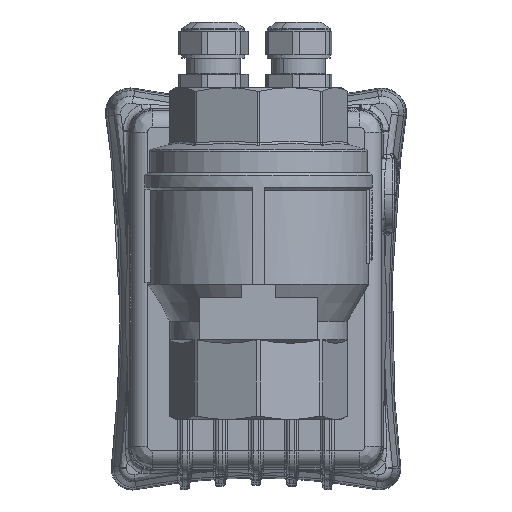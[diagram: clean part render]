
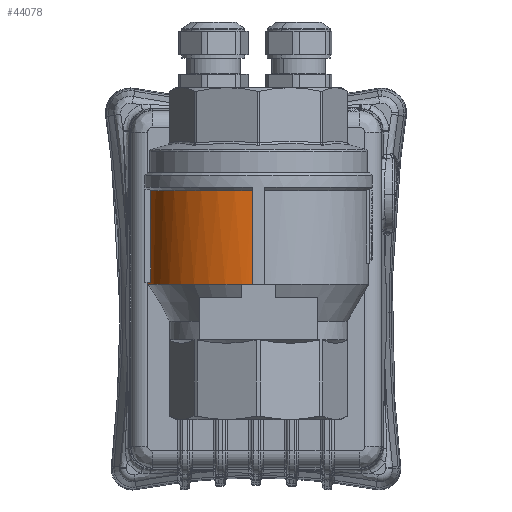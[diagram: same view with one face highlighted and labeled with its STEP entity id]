
A CAD part, front view. The second image highlights one B-rep face of the part: STEP entity #44078.
In plain terms, the highlighted cylindrical face has radius 46.5 mm (diameter 93 mm), a partial arc.
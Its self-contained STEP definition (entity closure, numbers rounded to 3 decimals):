
#141 = CARTESIAN_POINT ( 'NONE',  ( -22.5, 1.567, -111.589 ) ) ;
#2480 = VECTOR ( 'NONE', #113746, 1000. ) ;
#3787 = DIRECTION ( 'NONE',  ( 0., 0., -1. ) ) ;
#5135 = FACE_OUTER_BOUND ( 'NONE', #36174, .T. ) ;
#12738 = EDGE_CURVE ( 'NONE', #69867, #83502, #47927, .T. ) ;
#13229 = CARTESIAN_POINT ( 'NONE',  ( 20.519, 38.5, -112.501 ) ) ;
#15201 = CARTESIAN_POINT ( 'NONE',  ( 21.5, 48., -112.501 ) ) ;
#17798 = CYLINDRICAL_SURFACE ( 'NONE', #24265, 46.5 ) ;
#18602 = CIRCLE ( 'NONE', #110802, 46.5 ) ;
#19132 = LINE ( 'NONE', #54115, #27586 ) ;
#20238 = AXIS2_PLACEMENT_3D ( 'NONE', #84671, #48239, #102407 ) ;
#24011 = VECTOR ( 'NONE', #92810, 1000. ) ;
#24265 = AXIS2_PLACEMENT_3D ( 'NONE', #107398, #53605, #82230 ) ;
#24338 = ORIENTED_EDGE ( 'NONE', *, *, #110339, .T. ) ;
#25161 = DIRECTION ( 'NONE',  ( 1., 0., 0. ) ) ;
#26063 = EDGE_CURVE ( 'NONE', #83502, #112602, #26224, .T. ) ;
#26224 = CIRCLE ( 'NONE', #104762, 46.5 ) ;
#27586 = VECTOR ( 'NONE', #37636, 1000. ) ;
#28040 = CARTESIAN_POINT ( 'NONE',  ( -22.5, 1.567, -151.001 ) ) ;
#29451 = DIRECTION ( 'NONE',  ( 0., 0., 1. ) ) ;
#30480 = CARTESIAN_POINT ( 'NONE',  ( -25., 48., -151.001 ) ) ;
#36174 = EDGE_LOOP ( 'NONE', ( #53928, #24338, #112187, #73433, #88972, #70752, #53620 ) ) ;
#37636 = DIRECTION ( 'NONE',  ( 0., 0., 1. ) ) ;
#38093 = VERTEX_POINT ( 'NONE', #15201 ) ;
#40474 = LINE ( 'NONE', #95774, #2480 ) ;
#41676 = DIRECTION ( 'NONE',  ( 0., 0., 1. ) ) ;
#44078 = ADVANCED_FACE ( 'NONE', ( #5135 ), #17798, .T. ) ;
#47927 = LINE ( 'NONE', #65364, #24011 ) ;
#48239 = DIRECTION ( 'NONE',  ( 0., 0., -1. ) ) ;
#48735 = CIRCLE ( 'NONE', #20238, 46.5 ) ;
#50758 = EDGE_CURVE ( 'NONE', #68679, #69867, #108438, .T. ) ;
#53605 = DIRECTION ( 'NONE',  ( 0., 0., 1. ) ) ;
#53620 = ORIENTED_EDGE ( 'NONE', *, *, #76176, .T. ) ;
#53928 = ORIENTED_EDGE ( 'NONE', *, *, #83726, .T. ) ;
#54115 = CARTESIAN_POINT ( 'NONE',  ( 20.519, 38.5, -131.295 ) ) ;
#65364 = CARTESIAN_POINT ( 'NONE',  ( -22.5, 1.567, -158.501 ) ) ;
#68679 = VERTEX_POINT ( 'NONE', #73558 ) ;
#69156 = CARTESIAN_POINT ( 'NONE',  ( 21.5, 48., -111.589 ) ) ;
#69867 = VERTEX_POINT ( 'NONE', #28040 ) ;
#70752 = ORIENTED_EDGE ( 'NONE', *, *, #50758, .F. ) ;
#73028 = DIRECTION ( 'NONE',  ( 1., 0., 0. ) ) ;
#73433 = ORIENTED_EDGE ( 'NONE', *, *, #26063, .F. ) ;
#73558 = CARTESIAN_POINT ( 'NONE',  ( 20.519, 38.5, -151.001 ) ) ;
#76176 = EDGE_CURVE ( 'NONE', #68679, #105337, #19132, .T. ) ;
#78844 = CARTESIAN_POINT ( 'NONE',  ( -18., 2.03, -111.589 ) ) ;
#82230 = DIRECTION ( 'NONE',  ( 1., 0., 0. ) ) ;
#83502 = VERTEX_POINT ( 'NONE', #141 ) ;
#83726 = EDGE_CURVE ( 'NONE', #105337, #38093, #18602, .T. ) ;
#84671 = CARTESIAN_POINT ( 'NONE',  ( -25., 48., -111.589 ) ) ;
#85035 = DIRECTION ( 'NONE',  ( 0., -1., 0. ) ) ;
#86993 = EDGE_CURVE ( 'NONE', #98113, #112602, #48735, .T. ) ;
#88972 = ORIENTED_EDGE ( 'NONE', *, *, #12738, .F. ) ;
#92249 = CARTESIAN_POINT ( 'NONE',  ( -25., 48., -111.589 ) ) ;
#92810 = DIRECTION ( 'NONE',  ( 0., 0., 1. ) ) ;
#95774 = CARTESIAN_POINT ( 'NONE',  ( 21.5, 48., -131.295 ) ) ;
#96614 = CARTESIAN_POINT ( 'NONE',  ( -25., 48., -112.501 ) ) ;
#98113 = VERTEX_POINT ( 'NONE', #69156 ) ;
#102407 = DIRECTION ( 'NONE',  ( 1., 0., 0. ) ) ;
#104762 = AXIS2_PLACEMENT_3D ( 'NONE', #92249, #29451, #73028 ) ;
#105337 = VERTEX_POINT ( 'NONE', #13229 ) ;
#107398 = CARTESIAN_POINT ( 'NONE',  ( -25., 48., -131.295 ) ) ;
#108438 = CIRCLE ( 'NONE', #110648, 46.5 ) ;
#110339 = EDGE_CURVE ( 'NONE', #38093, #98113, #40474, .T. ) ;
#110648 = AXIS2_PLACEMENT_3D ( 'NONE', #30480, #3787, #85035 ) ;
#110802 = AXIS2_PLACEMENT_3D ( 'NONE', #96614, #41676, #25161 ) ;
#112187 = ORIENTED_EDGE ( 'NONE', *, *, #86993, .T. ) ;
#112602 = VERTEX_POINT ( 'NONE', #78844 ) ;
#113746 = DIRECTION ( 'NONE',  ( 0., 0., 1. ) ) ;
